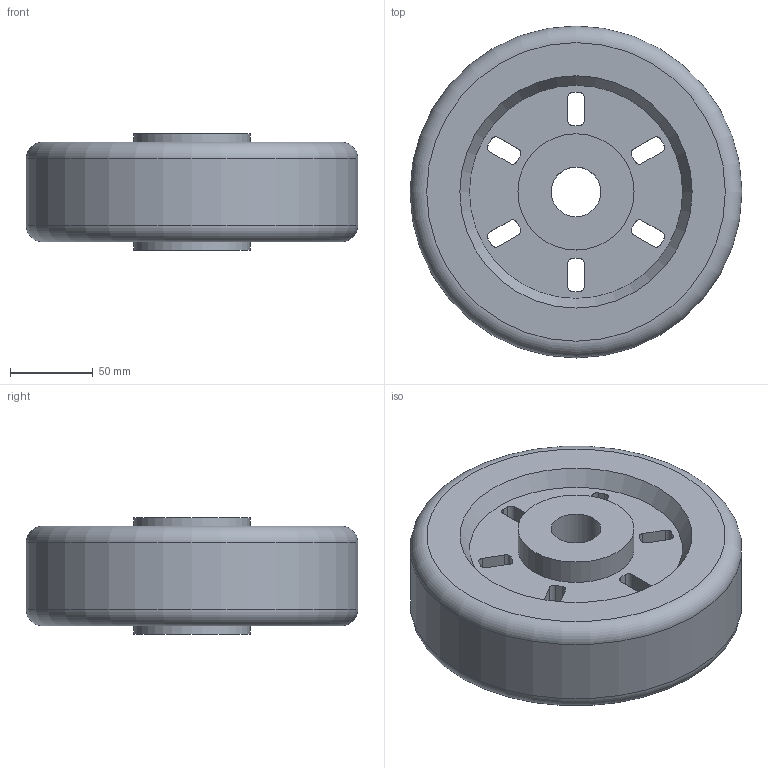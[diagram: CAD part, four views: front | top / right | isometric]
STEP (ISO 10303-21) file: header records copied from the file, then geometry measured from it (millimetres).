
FILE_DESCRIPTION(/* description */ (''),/* implementation_level */ '2;1');
FILE_NAME(/* name */ 'wheel.step',/* time_stamp */ '2022-05-04T15:58:19+07:00',/* author */ (''),/* organization */ (''),/* preprocessor_version */ 'ST-DEVELOPER v18.1',/* originating_system */ 'Autodesk Translation Framework v10.14.0.1471',/* authorisation */ '');
FILE_SCHEMA (('AUTOMOTIVE_DESIGN { 1 0 10303 214 3 1 1 }'));
Length unit declared in the file: millimetre
Products named in the file (1): wheel
Bounding box: 200 x 200 x 70 mm (x, y, z)
Volume: 1595236.9 mm3; surface area: 122555.2 mm2
Topology: 1 solids, 1 shells, 62 faces, 166 edges, 110 vertices
Faces by surface type: plane 30, cylinder 28, torus 2, cone 2
Full cylindrical faces by diameter (mm): 30 x1, 70 x2, 200 x1
Entity records: 2019 total; most frequent: DIRECTION 356, CARTESIAN_POINT 339, ORIENTED_EDGE 332, EDGE_CURVE 166, AXIS2_PLACEMENT_3D 127, VERTEX_POINT 110, LINE 102, VECTOR 102
